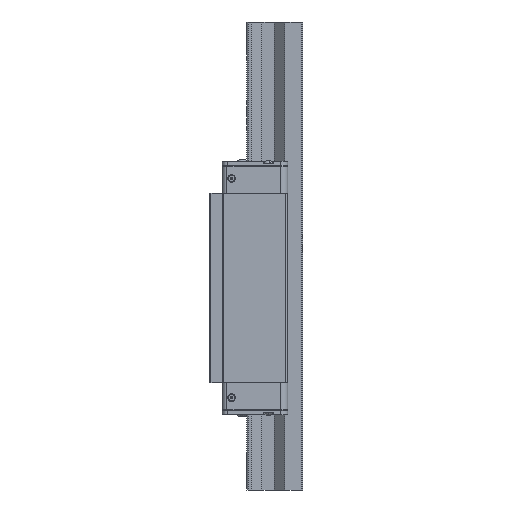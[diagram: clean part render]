
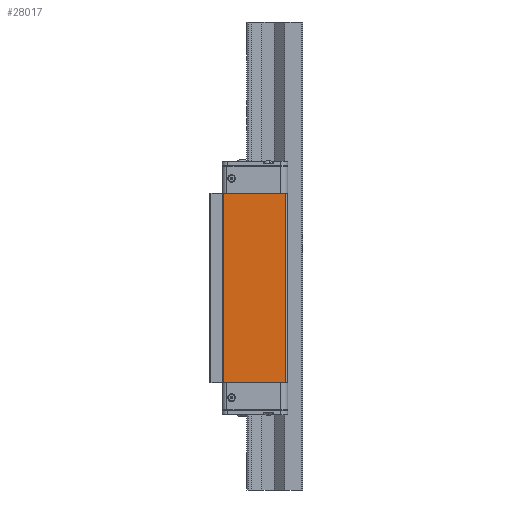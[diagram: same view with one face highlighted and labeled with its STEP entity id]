
A CAD part, left-side view. The second image highlights one B-rep face of the part: STEP entity #28017.
In plain terms, the highlighted planar face has unit normal (-1, 0, 0).
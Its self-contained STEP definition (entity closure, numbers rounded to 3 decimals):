
#677 = VECTOR ( 'NONE', #48031, 1000. ) ;
#3027 = FACE_OUTER_BOUND ( 'NONE', #53046, .T. ) ;
#3862 = CARTESIAN_POINT ( 'NONE',  ( -49.5, 20.2, 81. ) ) ;
#4038 = LINE ( 'NONE', #50079, #47732 ) ;
#4548 = ORIENTED_EDGE ( 'NONE', *, *, #33433, .F. ) ;
#4729 = VERTEX_POINT ( 'NONE', #30562 ) ;
#6664 = CARTESIAN_POINT ( 'NONE',  ( -49.5, 20.2, 81. ) ) ;
#7962 = DIRECTION ( 'NONE',  ( 0., 0., -1. ) ) ;
#11195 = ORIENTED_EDGE ( 'NONE', *, *, #48594, .T. ) ;
#13055 = VERTEX_POINT ( 'NONE', #3862 ) ;
#16557 = CARTESIAN_POINT ( 'NONE',  ( -49.5, -32.8, -81. ) ) ;
#18004 = LINE ( 'NONE', #6664, #27911 ) ;
#18056 = AXIS2_PLACEMENT_3D ( 'NONE', #50154, #33296, #7962 ) ;
#23293 = ORIENTED_EDGE ( 'NONE', *, *, #37740, .T. ) ;
#24213 = EDGE_CURVE ( 'NONE', #25056, #33720, #4038, .T. ) ;
#24828 = PLANE ( 'NONE',  #18056 ) ;
#25056 = VERTEX_POINT ( 'NONE', #40163 ) ;
#27911 = VECTOR ( 'NONE', #31812, 1000. ) ;
#28017 = ADVANCED_FACE ( 'NONE', ( #3027 ), #24828, .F. ) ;
#28993 = DIRECTION ( 'NONE',  ( 0., 0., -1. ) ) ;
#30562 = CARTESIAN_POINT ( 'NONE',  ( -49.5, 20.2, -81. ) ) ;
#31812 = DIRECTION ( 'NONE',  ( 0., 0., -1. ) ) ;
#33296 = DIRECTION ( 'NONE',  ( 1., 0., 0. ) ) ;
#33433 = EDGE_CURVE ( 'NONE', #13055, #25056, #34387, .T. ) ;
#33720 = VERTEX_POINT ( 'NONE', #16557 ) ;
#34387 = LINE ( 'NONE', #43410, #677 ) ;
#36585 = CARTESIAN_POINT ( 'NONE',  ( -49.5, 20.2, -81. ) ) ;
#37740 = EDGE_CURVE ( 'NONE', #4729, #33720, #39991, .T. ) ;
#39991 = LINE ( 'NONE', #36585, #49940 ) ;
#40163 = CARTESIAN_POINT ( 'NONE',  ( -49.5, -32.8, 81. ) ) ;
#40420 = ORIENTED_EDGE ( 'NONE', *, *, #24213, .F. ) ;
#40855 = DIRECTION ( 'NONE',  ( 0., -1., 0. ) ) ;
#43410 = CARTESIAN_POINT ( 'NONE',  ( -49.5, 20.2, 81. ) ) ;
#47732 = VECTOR ( 'NONE', #28993, 1000. ) ;
#48031 = DIRECTION ( 'NONE',  ( 0., -1., 0. ) ) ;
#48594 = EDGE_CURVE ( 'NONE', #13055, #4729, #18004, .T. ) ;
#49940 = VECTOR ( 'NONE', #40855, 1000. ) ;
#50079 = CARTESIAN_POINT ( 'NONE',  ( -49.5, -32.8, 81. ) ) ;
#50154 = CARTESIAN_POINT ( 'NONE',  ( -49.5, 20.2, 81. ) ) ;
#53046 = EDGE_LOOP ( 'NONE', ( #23293, #40420, #4548, #11195 ) ) ;
